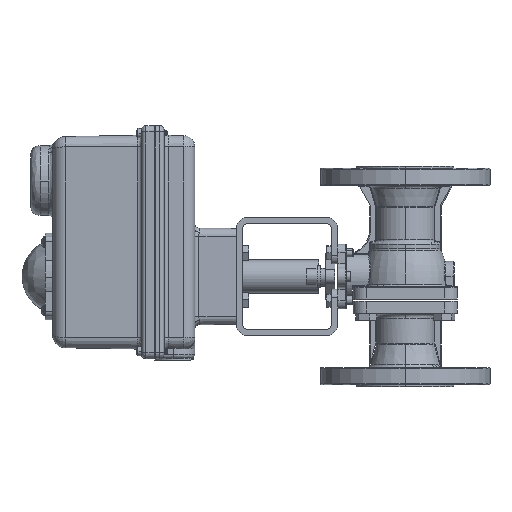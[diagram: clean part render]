
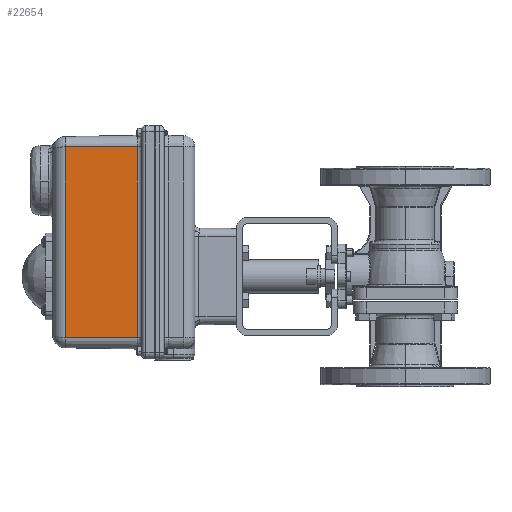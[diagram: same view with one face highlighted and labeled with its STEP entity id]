
A CAD part, left-side view. The second image highlights one B-rep face of the part: STEP entity #22654.
In plain terms, the highlighted planar face has unit normal (-1, 0.018, 0).
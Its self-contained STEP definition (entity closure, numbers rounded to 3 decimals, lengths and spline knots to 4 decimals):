
#1257 = DIRECTION ( 'NONE',  ( 0., 0., 1. ) ) ;
#2646 = ORIENTED_EDGE ( 'NONE', *, *, #10036, .T. ) ;
#3279 = LINE ( 'NONE', #20213, #6032 ) ;
#4004 = VECTOR ( 'NONE', #14870, 39.3701 ) ;
#5947 = EDGE_CURVE ( 'NONE', #21104, #46143, #32576, .T. ) ;
#6032 = VECTOR ( 'NONE', #41778, 39.3701 ) ;
#9370 = CARTESIAN_POINT ( 'NONE',  ( -1.8374, 7.9041, -1.8011 ) ) ;
#10036 = EDGE_CURVE ( 'NONE', #21104, #25473, #3279, .T. ) ;
#12540 = EDGE_CURVE ( 'NONE', #25473, #23078, #26096, .T. ) ;
#12685 = ORIENTED_EDGE ( 'NONE', *, *, #12540, .T. ) ;
#13873 = FACE_OUTER_BOUND ( 'NONE', #37166, .T. ) ;
#14870 = DIRECTION ( 'NONE',  ( -0.017, -1., 0. ) ) ;
#14974 = CARTESIAN_POINT ( 'NONE',  ( -1.8396, 7.7812, 3.8239 ) ) ;
#15672 = LINE ( 'NONE', #37035, #40814 ) ;
#20213 = CARTESIAN_POINT ( 'NONE',  ( -1.8003, 10.0328, 3.8239 ) ) ;
#20738 = DIRECTION ( 'NONE',  ( -1., 0.017, 0. ) ) ;
#21104 = VERTEX_POINT ( 'NONE', #26256 ) ;
#22654 = ADVANCED_FACE ( 'NONE', ( #13873 ), #42149, .T. ) ;
#23078 = VERTEX_POINT ( 'NONE', #9370 ) ;
#24801 = CARTESIAN_POINT ( 'NONE',  ( -1.8003, 10.0328, -1.8011 ) ) ;
#25473 = VERTEX_POINT ( 'NONE', #24801 ) ;
#26096 = LINE ( 'NONE', #27014, #42882 ) ;
#26256 = CARTESIAN_POINT ( 'NONE',  ( -1.8003, 10.0328, 3.8239 ) ) ;
#27014 = CARTESIAN_POINT ( 'NONE',  ( -1.8003, 10.0328, -1.8011 ) ) ;
#28601 = EDGE_CURVE ( 'NONE', #23078, #46143, #15672, .T. ) ;
#31352 = ORIENTED_EDGE ( 'NONE', *, *, #28601, .T. ) ;
#32438 = AXIS2_PLACEMENT_3D ( 'NONE', #34761, #20738, #45740 ) ;
#32576 = LINE ( 'NONE', #14974, #4004 ) ;
#34761 = CARTESIAN_POINT ( 'NONE',  ( -1.8396, 7.7812, 0.0014 ) ) ;
#37035 = CARTESIAN_POINT ( 'NONE',  ( -1.8374, 7.9041, 0.0014 ) ) ;
#37166 = EDGE_LOOP ( 'NONE', ( #41848, #2646, #12685, #31352 ) ) ;
#37768 = DIRECTION ( 'NONE',  ( -0.017, -1., 0. ) ) ;
#39877 = CARTESIAN_POINT ( 'NONE',  ( -1.8374, 7.9041, 3.8239 ) ) ;
#40814 = VECTOR ( 'NONE', #1257, 39.3701 ) ;
#41778 = DIRECTION ( 'NONE',  ( 0., 0., -1. ) ) ;
#41848 = ORIENTED_EDGE ( 'NONE', *, *, #5947, .F. ) ;
#42149 = PLANE ( 'NONE',  #32438 ) ;
#42882 = VECTOR ( 'NONE', #37768, 39.3701 ) ;
#45740 = DIRECTION ( 'NONE',  ( 0.017, 1., 0. ) ) ;
#46143 = VERTEX_POINT ( 'NONE', #39877 ) ;
